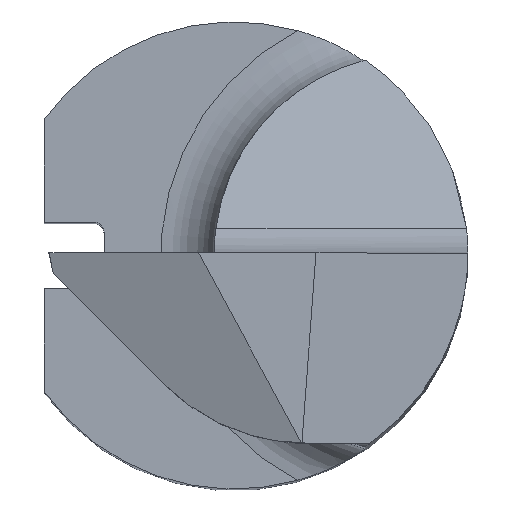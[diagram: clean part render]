
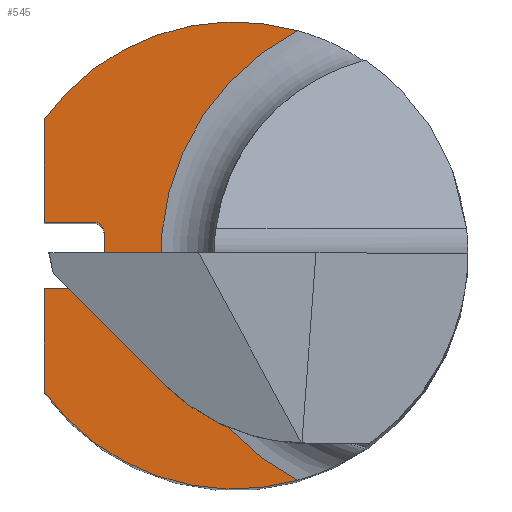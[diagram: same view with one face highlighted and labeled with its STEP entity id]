
A CAD part, top view. The second image highlights one B-rep face of the part: STEP entity #545.
In plain terms, the highlighted planar face has unit normal (0, 0, 1).
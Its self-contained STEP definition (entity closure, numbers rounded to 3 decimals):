
#7 = EDGE_CURVE ( 'NONE', #559, #318, #388, .T. ) ;
#10 = AXIS2_PLACEMENT_3D ( 'NONE', #346, #182, #176 ) ;
#20 = VECTOR ( 'NONE', #592, 1000. ) ;
#33 = ORIENTED_EDGE ( 'NONE', *, *, #88, .F. ) ;
#41 = EDGE_CURVE ( 'NONE', #292, #705, #113, .T. ) ;
#51 = AXIS2_PLACEMENT_3D ( 'NONE', #893, #875, #171 ) ;
#88 = EDGE_CURVE ( 'NONE', #559, #1013, #404, .T. ) ;
#102 = EDGE_CURVE ( 'NONE', #291, #738, #429, .T. ) ;
#113 = CIRCLE ( 'NONE', #752, 3.791 ) ;
#115 = LINE ( 'NONE', #819, #821 ) ;
#148 = CARTESIAN_POINT ( 'NONE',  ( -2.85, 2.032, 14.75 ) ) ;
#151 = EDGE_CURVE ( 'NONE', #318, #217, #789, .T. ) ;
#160 = DIRECTION ( 'NONE',  ( 0., 0., -1. ) ) ;
#169 = DIRECTION ( 'NONE',  ( 1., 0., 0. ) ) ;
#171 = DIRECTION ( 'NONE',  ( -1., 0., 0. ) ) ;
#176 = DIRECTION ( 'NONE',  ( -1., 0., 0. ) ) ;
#177 = CIRCLE ( 'NONE', #538, 0.15 ) ;
#179 = CIRCLE ( 'NONE', #10, 3.5 ) ;
#182 = DIRECTION ( 'NONE',  ( 0., 0., -1. ) ) ;
#188 = ORIENTED_EDGE ( 'NONE', *, *, #102, .T. ) ;
#217 = VERTEX_POINT ( 'NONE', #599 ) ;
#233 = CIRCLE ( 'NONE', #669, 3.5 ) ;
#242 = CARTESIAN_POINT ( 'NONE',  ( -2.1, -0.35, 14.75 ) ) ;
#247 = ORIENTED_EDGE ( 'NONE', *, *, #785, .F. ) ;
#258 = CARTESIAN_POINT ( 'NONE',  ( -2.85, 0.5, 14.75 ) ) ;
#264 = FACE_OUTER_BOUND ( 'NONE', #411, .T. ) ;
#291 = VERTEX_POINT ( 'NONE', #904 ) ;
#292 = VERTEX_POINT ( 'NONE', #975 ) ;
#306 = ORIENTED_EDGE ( 'NONE', *, *, #895, .T. ) ;
#318 = VERTEX_POINT ( 'NONE', #717 ) ;
#319 = DIRECTION ( 'NONE',  ( -1., 0., 0. ) ) ;
#346 = CARTESIAN_POINT ( 'NONE',  ( 0., 0., 14.75 ) ) ;
#358 = CARTESIAN_POINT ( 'NONE',  ( -2.1, 0.35, 14.75 ) ) ;
#374 = ORIENTED_EDGE ( 'NONE', *, *, #1112, .T. ) ;
#388 = LINE ( 'NONE', #745, #602 ) ;
#397 = DIRECTION ( 'NONE',  ( 0., 0., 1. ) ) ;
#404 = CIRCLE ( 'NONE', #1110, 0.15 ) ;
#411 = EDGE_LOOP ( 'NONE', ( #1096, #934, #1090, #306, #188, #247, #374, #33, #677, #622 ) ) ;
#416 = CARTESIAN_POINT ( 'NONE',  ( -1.95, -0.35, 14.75 ) ) ;
#429 = LINE ( 'NONE', #258, #608 ) ;
#435 = EDGE_CURVE ( 'NONE', #705, #217, #233, .T. ) ;
#481 = EDGE_CURVE ( 'NONE', #571, #292, #179, .T. ) ;
#492 = CARTESIAN_POINT ( 'NONE',  ( 0.951, -3.368, 14.75 ) ) ;
#502 = DIRECTION ( 'NONE',  ( -1., 0., 0. ) ) ;
#511 = CARTESIAN_POINT ( 'NONE',  ( -2.85, -0.5, 14.75 ) ) ;
#521 = PLANE ( 'NONE',  #51 ) ;
#538 = AXIS2_PLACEMENT_3D ( 'NONE', #358, #708, #1068 ) ;
#545 = ADVANCED_FACE ( 'NONE', ( #264 ), #521, .T. ) ;
#557 = DIRECTION ( 'NONE',  ( 0., -1., 0. ) ) ;
#559 = VERTEX_POINT ( 'NONE', #1066 ) ;
#571 = VERTEX_POINT ( 'NONE', #148 ) ;
#592 = DIRECTION ( 'NONE',  ( 0., -1., 0. ) ) ;
#598 = LINE ( 'NONE', #1128, #20 ) ;
#599 = CARTESIAN_POINT ( 'NONE',  ( -2.85, -2.032, 14.75 ) ) ;
#602 = VECTOR ( 'NONE', #656, 1000. ) ;
#608 = VECTOR ( 'NONE', #169, 1000. ) ;
#622 = ORIENTED_EDGE ( 'NONE', *, *, #151, .T. ) ;
#656 = DIRECTION ( 'NONE',  ( -1., 0., 0. ) ) ;
#663 = CARTESIAN_POINT ( 'NONE',  ( 2.691, 0., 14.75 ) ) ;
#669 = AXIS2_PLACEMENT_3D ( 'NONE', #949, #160, #319 ) ;
#677 = ORIENTED_EDGE ( 'NONE', *, *, #7, .T. ) ;
#705 = VERTEX_POINT ( 'NONE', #492 ) ;
#708 = DIRECTION ( 'NONE',  ( 0., 0., 1. ) ) ;
#717 = CARTESIAN_POINT ( 'NONE',  ( -2.85, -0.5, 14.75 ) ) ;
#738 = VERTEX_POINT ( 'NONE', #894 ) ;
#745 = CARTESIAN_POINT ( 'NONE',  ( -2.85, -0.5, 14.75 ) ) ;
#746 = DIRECTION ( 'NONE',  ( -1., 0., 0. ) ) ;
#752 = AXIS2_PLACEMENT_3D ( 'NONE', #663, #397, #746 ) ;
#766 = DIRECTION ( 'NONE',  ( 0., -1., 0. ) ) ;
#785 = EDGE_CURVE ( 'NONE', #911, #738, #177, .T. ) ;
#789 = LINE ( 'NONE', #511, #817 ) ;
#809 = CARTESIAN_POINT ( 'NONE',  ( -1.95, 0.35, 14.75 ) ) ;
#817 = VECTOR ( 'NONE', #766, 1000. ) ;
#819 = CARTESIAN_POINT ( 'NONE',  ( -2.85, 3.364, 14.75 ) ) ;
#821 = VECTOR ( 'NONE', #557, 1000. ) ;
#875 = DIRECTION ( 'NONE',  ( 0., 0., 1. ) ) ;
#893 = CARTESIAN_POINT ( 'NONE',  ( 0., 0., 14.75 ) ) ;
#894 = CARTESIAN_POINT ( 'NONE',  ( -2.1, 0.5, 14.75 ) ) ;
#895 = EDGE_CURVE ( 'NONE', #571, #291, #115, .T. ) ;
#904 = CARTESIAN_POINT ( 'NONE',  ( -2.85, 0.5, 14.75 ) ) ;
#911 = VERTEX_POINT ( 'NONE', #809 ) ;
#934 = ORIENTED_EDGE ( 'NONE', *, *, #41, .F. ) ;
#949 = CARTESIAN_POINT ( 'NONE',  ( 0., 0., 14.75 ) ) ;
#950 = DIRECTION ( 'NONE',  ( 0., 0., 1. ) ) ;
#975 = CARTESIAN_POINT ( 'NONE',  ( 0.951, 3.368, 14.75 ) ) ;
#1013 = VERTEX_POINT ( 'NONE', #416 ) ;
#1066 = CARTESIAN_POINT ( 'NONE',  ( -2.1, -0.5, 14.75 ) ) ;
#1068 = DIRECTION ( 'NONE',  ( -1., 0., 0. ) ) ;
#1090 = ORIENTED_EDGE ( 'NONE', *, *, #481, .F. ) ;
#1096 = ORIENTED_EDGE ( 'NONE', *, *, #435, .F. ) ;
#1110 = AXIS2_PLACEMENT_3D ( 'NONE', #242, #950, #502 ) ;
#1112 = EDGE_CURVE ( 'NONE', #911, #1013, #598, .T. ) ;
#1128 = CARTESIAN_POINT ( 'NONE',  ( -1.95, 0.5, 14.75 ) ) ;
